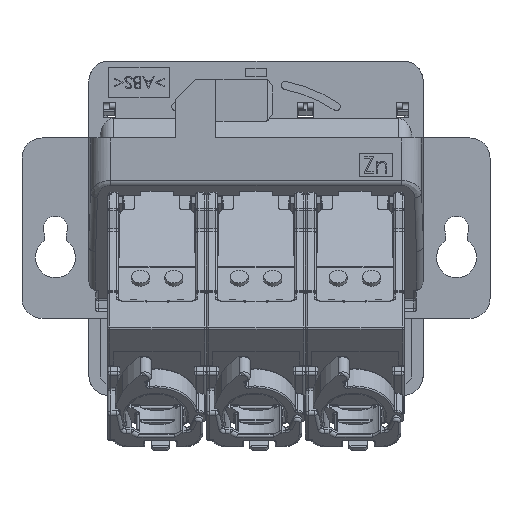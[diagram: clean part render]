
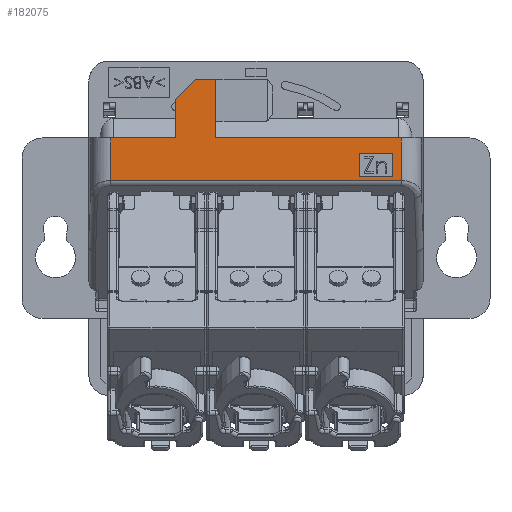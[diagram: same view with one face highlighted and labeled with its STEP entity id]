
A CAD part, front view. The second image highlights one B-rep face of the part: STEP entity #182075.
In plain terms, the highlighted planar face has unit normal (0, -1, 0).
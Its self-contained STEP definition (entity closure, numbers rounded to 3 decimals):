
#782 = EDGE_CURVE ( 'NONE', #101144, #97843, #204266, .T. ) ;
#2803 = VECTOR ( 'NONE', #147434, 1000. ) ;
#3703 = EDGE_CURVE ( 'NONE', #208562, #178209, #121735, .T. ) ;
#9537 = CARTESIAN_POINT ( 'NONE',  ( -9., -16., 22.3 ) ) ;
#10617 = LINE ( 'NONE', #71070, #145228 ) ;
#10879 = VERTEX_POINT ( 'NONE', #9537 ) ;
#11855 = AXIS2_PLACEMENT_3D ( 'NONE', #56322, #184412, #74730 ) ;
#14170 = LINE ( 'NONE', #121642, #154570 ) ;
#14773 = VECTOR ( 'NONE', #229265, 1000. ) ;
#15225 = VERTEX_POINT ( 'NONE', #168078 ) ;
#15739 = DIRECTION ( 'NONE',  ( -0.707, 0., -0.707 ) ) ;
#19422 = VECTOR ( 'NONE', #226621, 1000. ) ;
#19488 = CARTESIAN_POINT ( 'NONE',  ( 15.464, -16., 7.671 ) ) ;
#24240 = VECTOR ( 'NONE', #222964, 1000. ) ;
#36666 = ORIENTED_EDGE ( 'NONE', *, *, #94162, .T. ) ;
#37300 = EDGE_CURVE ( 'NONE', #132705, #101144, #81657, .T. ) ;
#41026 = ORIENTED_EDGE ( 'NONE', *, *, #42237, .F. ) ;
#41694 = LINE ( 'NONE', #145806, #230641 ) ;
#42237 = EDGE_CURVE ( 'NONE', #199295, #15225, #160933, .T. ) ;
#44370 = EDGE_CURVE ( 'NONE', #10879, #128406, #10617, .T. ) ;
#47037 = ORIENTED_EDGE ( 'NONE', *, *, #50118, .F. ) ;
#48989 = FACE_BOUND ( 'NONE', #178992, .T. ) ;
#50118 = EDGE_CURVE ( 'NONE', #225449, #132705, #92541, .T. ) ;
#54190 = CARTESIAN_POINT ( 'NONE',  ( 20.464, -16., 11.171 ) ) ;
#55546 = PLANE ( 'NONE',  #11855 ) ;
#56322 = CARTESIAN_POINT ( 'NONE',  ( 25., -16., 13.5 ) ) ;
#57354 = VERTEX_POINT ( 'NONE', #58726 ) ;
#58726 = CARTESIAN_POINT ( 'NONE',  ( -12., -16., 13.5 ) ) ;
#61479 = EDGE_CURVE ( 'NONE', #178209, #136080, #14170, .T. ) ;
#67321 = DIRECTION ( 'NONE',  ( 1., 0., 0. ) ) ;
#71070 = CARTESIAN_POINT ( 'NONE',  ( 3.6, -16., 34.9 ) ) ;
#74730 = DIRECTION ( 'NONE',  ( 0., 0., -1. ) ) ;
#77332 = CARTESIAN_POINT ( 'NONE',  ( 21.722, -16., 7.151 ) ) ;
#80232 = CARTESIAN_POINT ( 'NONE',  ( -21.722, -16., 6.737 ) ) ;
#81321 = CARTESIAN_POINT ( 'NONE',  ( 20.464, -16., 11.171 ) ) ;
#81657 = LINE ( 'NONE', #54190, #221933 ) ;
#83826 = EDGE_CURVE ( 'NONE', #57354, #172204, #233737, .T. ) ;
#84634 = CARTESIAN_POINT ( 'NONE',  ( -21.722, -16., 7.151 ) ) ;
#91280 = EDGE_CURVE ( 'NONE', #136080, #15225, #41694, .T. ) ;
#92541 = LINE ( 'NONE', #19488, #141154 ) ;
#94162 = EDGE_CURVE ( 'NONE', #172204, #208562, #214330, .T. ) ;
#97843 = VERTEX_POINT ( 'NONE', #143629 ) ;
#101144 = VERTEX_POINT ( 'NONE', #81321 ) ;
#102118 = VECTOR ( 'NONE', #132407, 1000. ) ;
#103208 = DIRECTION ( 'NONE',  ( 0., 0., 1. ) ) ;
#105469 = CARTESIAN_POINT ( 'NONE',  ( -21.722, -16., 13.5 ) ) ;
#108655 = DIRECTION ( 'NONE',  ( 0., 0., 1. ) ) ;
#110569 = CARTESIAN_POINT ( 'NONE',  ( -12., -16., 19.3 ) ) ;
#112639 = EDGE_CURVE ( 'NONE', #10879, #199295, #118120, .T. ) ;
#114046 = CARTESIAN_POINT ( 'NONE',  ( -12., -16., 13.5 ) ) ;
#118120 = LINE ( 'NONE', #177013, #215520 ) ;
#118208 = ORIENTED_EDGE ( 'NONE', *, *, #112639, .F. ) ;
#121642 = CARTESIAN_POINT ( 'NONE',  ( 21.722, -16., 13.5 ) ) ;
#121735 = LINE ( 'NONE', #77332, #24240 ) ;
#123143 = CARTESIAN_POINT ( 'NONE',  ( 21.722, -16., 13.5 ) ) ;
#128406 = VERTEX_POINT ( 'NONE', #110569 ) ;
#129221 = DIRECTION ( 'NONE',  ( 1., 0., 0. ) ) ;
#130541 = CARTESIAN_POINT ( 'NONE',  ( 21.722, -16., 7.151 ) ) ;
#131831 = CARTESIAN_POINT ( 'NONE',  ( 20.464, -16., 7.671 ) ) ;
#132407 = DIRECTION ( 'NONE',  ( 0., 0., 1. ) ) ;
#132705 = VERTEX_POINT ( 'NONE', #131831 ) ;
#135102 = ORIENTED_EDGE ( 'NONE', *, *, #3703, .T. ) ;
#136080 = VERTEX_POINT ( 'NONE', #123143 ) ;
#140552 = FACE_OUTER_BOUND ( 'NONE', #191516, .T. ) ;
#141154 = VECTOR ( 'NONE', #129221, 1000. ) ;
#143573 = CARTESIAN_POINT ( 'NONE',  ( -25., -16., 13.5 ) ) ;
#143629 = CARTESIAN_POINT ( 'NONE',  ( 15.464, -16., 11.171 ) ) ;
#145228 = VECTOR ( 'NONE', #15739, 1000. ) ;
#145806 = CARTESIAN_POINT ( 'NONE',  ( -25., -16., 13.5 ) ) ;
#146669 = CARTESIAN_POINT ( 'NONE',  ( 15.464, -16., 11.171 ) ) ;
#147360 = ORIENTED_EDGE ( 'NONE', *, *, #83826, .T. ) ;
#147434 = DIRECTION ( 'NONE',  ( 0., 0., -1. ) ) ;
#150734 = LINE ( 'NONE', #114046, #102118 ) ;
#154570 = VECTOR ( 'NONE', #103208, 1000. ) ;
#155610 = VECTOR ( 'NONE', #215923, 1000. ) ;
#160933 = LINE ( 'NONE', #210124, #14773 ) ;
#168078 = CARTESIAN_POINT ( 'NONE',  ( -6., -16., 13.5 ) ) ;
#168184 = CARTESIAN_POINT ( 'NONE',  ( 15.464, -16., 7.671 ) ) ;
#171819 = ORIENTED_EDGE ( 'NONE', *, *, #37300, .F. ) ;
#172204 = VERTEX_POINT ( 'NONE', #105469 ) ;
#176138 = CARTESIAN_POINT ( 'NONE',  ( -6., -16., 22.3 ) ) ;
#177013 = CARTESIAN_POINT ( 'NONE',  ( -12., -16., 22.3 ) ) ;
#178209 = VERTEX_POINT ( 'NONE', #130541 ) ;
#178992 = EDGE_LOOP ( 'NONE', ( #198152, #205854, #171819, #47037 ) ) ;
#179103 = CARTESIAN_POINT ( 'NONE',  ( 15.464, -16., 11.171 ) ) ;
#181271 = DIRECTION ( 'NONE',  ( -1., 0., 0. ) ) ;
#182075 = ADVANCED_FACE ( 'NONE', ( #48989, #140552 ), #55546, .T. ) ;
#182563 = ORIENTED_EDGE ( 'NONE', *, *, #61479, .T. ) ;
#182700 = DIRECTION ( 'NONE',  ( -1., 0., 0. ) ) ;
#184412 = DIRECTION ( 'NONE',  ( 0., -1., 0. ) ) ;
#185626 = ORIENTED_EDGE ( 'NONE', *, *, #44370, .T. ) ;
#188817 = ORIENTED_EDGE ( 'NONE', *, *, #91280, .T. ) ;
#191516 = EDGE_LOOP ( 'NONE', ( #36666, #135102, #182563, #188817, #41026, #118208, #185626, #211299, #147360 ) ) ;
#191680 = EDGE_CURVE ( 'NONE', #57354, #128406, #150734, .T. ) ;
#191948 = LINE ( 'NONE', #146669, #2803 ) ;
#198152 = ORIENTED_EDGE ( 'NONE', *, *, #214007, .F. ) ;
#199295 = VERTEX_POINT ( 'NONE', #176138 ) ;
#204266 = LINE ( 'NONE', #179103, #155610 ) ;
#205854 = ORIENTED_EDGE ( 'NONE', *, *, #782, .F. ) ;
#208562 = VERTEX_POINT ( 'NONE', #84634 ) ;
#210124 = CARTESIAN_POINT ( 'NONE',  ( -6., -16., 16. ) ) ;
#211299 = ORIENTED_EDGE ( 'NONE', *, *, #191680, .F. ) ;
#214007 = EDGE_CURVE ( 'NONE', #97843, #225449, #191948, .T. ) ;
#214330 = LINE ( 'NONE', #80232, #19422 ) ;
#215520 = VECTOR ( 'NONE', #67321, 1000. ) ;
#215923 = DIRECTION ( 'NONE',  ( -1., 0., 0. ) ) ;
#221933 = VECTOR ( 'NONE', #108655, 1000. ) ;
#222964 = DIRECTION ( 'NONE',  ( 1., 0., 0. ) ) ;
#225449 = VERTEX_POINT ( 'NONE', #168184 ) ;
#226621 = DIRECTION ( 'NONE',  ( 0., 0., -1. ) ) ;
#227999 = VECTOR ( 'NONE', #181271, 1000. ) ;
#229265 = DIRECTION ( 'NONE',  ( 0., 0., -1. ) ) ;
#230641 = VECTOR ( 'NONE', #182700, 1000. ) ;
#233737 = LINE ( 'NONE', #143573, #227999 ) ;
